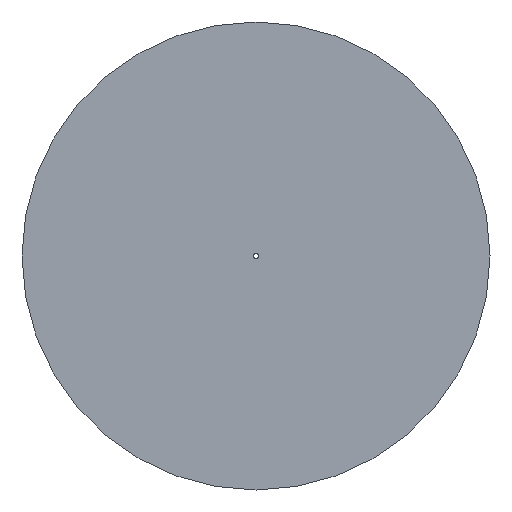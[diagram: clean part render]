
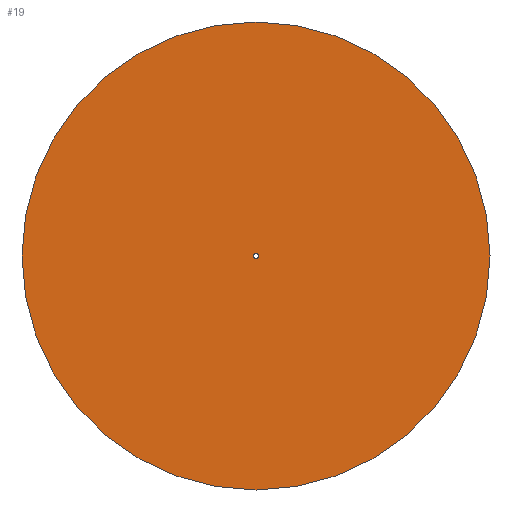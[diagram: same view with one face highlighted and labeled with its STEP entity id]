
A CAD part, front view. The second image highlights one B-rep face of the part: STEP entity #19.
In plain terms, the highlighted planar face has unit normal (0, -1, 0).
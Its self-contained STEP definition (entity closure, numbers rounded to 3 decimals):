
#8 = VERTEX_POINT ( 'NONE', #158 ) ;
#9 = DIRECTION ( 'NONE',  ( 0., 1., 0. ) ) ;
#12 = EDGE_LOOP ( 'NONE', ( #114, #208 ) ) ;
#19 = ADVANCED_FACE ( 'NONE', ( #248, #228 ), #97, .F. ) ;
#24 = CARTESIAN_POINT ( 'NONE',  ( 0., 0., 0. ) ) ;
#30 = CARTESIAN_POINT ( 'NONE',  ( 0., 0., 0.05 ) ) ;
#36 = ORIENTED_EDGE ( 'NONE', *, *, #230, .F. ) ;
#38 = AXIS2_PLACEMENT_3D ( 'NONE', #170, #173, #231 ) ;
#59 = EDGE_CURVE ( 'NONE', #206, #167, #194, .T. ) ;
#64 = DIRECTION ( 'NONE',  ( 0., 0., 1. ) ) ;
#68 = EDGE_CURVE ( 'NONE', #8, #147, #215, .T. ) ;
#70 = AXIS2_PLACEMENT_3D ( 'NONE', #144, #196, #64 ) ;
#72 = DIRECTION ( 'NONE',  ( 0., 1., 0. ) ) ;
#74 = CARTESIAN_POINT ( 'NONE',  ( 0., 0., -4.75 ) ) ;
#82 = DIRECTION ( 'NONE',  ( 0., 0., 1. ) ) ;
#97 = PLANE ( 'NONE',  #38 ) ;
#104 = DIRECTION ( 'NONE',  ( 0., 0., 1. ) ) ;
#114 = ORIENTED_EDGE ( 'NONE', *, *, #68, .T. ) ;
#116 = EDGE_CURVE ( 'NONE', #147, #8, #232, .T. ) ;
#117 = AXIS2_PLACEMENT_3D ( 'NONE', #24, #9, #104 ) ;
#125 = DIRECTION ( 'NONE',  ( 0., 1., 0. ) ) ;
#128 = AXIS2_PLACEMENT_3D ( 'NONE', #146, #72, #152 ) ;
#144 = CARTESIAN_POINT ( 'NONE',  ( 0., 0., 0. ) ) ;
#146 = CARTESIAN_POINT ( 'NONE',  ( 0., 0., 0. ) ) ;
#147 = VERTEX_POINT ( 'NONE', #30 ) ;
#152 = DIRECTION ( 'NONE',  ( 0., 0., 1. ) ) ;
#158 = CARTESIAN_POINT ( 'NONE',  ( 0., 0., -0.05 ) ) ;
#161 = CARTESIAN_POINT ( 'NONE',  ( 0., 0., 0. ) ) ;
#165 = ORIENTED_EDGE ( 'NONE', *, *, #59, .F. ) ;
#167 = VERTEX_POINT ( 'NONE', #242 ) ;
#170 = CARTESIAN_POINT ( 'NONE',  ( 0., 0., 0. ) ) ;
#173 = DIRECTION ( 'NONE',  ( 0., 1., 0. ) ) ;
#194 = CIRCLE ( 'NONE', #70, 4.75 ) ;
#196 = DIRECTION ( 'NONE',  ( 0., 1., 0. ) ) ;
#205 = AXIS2_PLACEMENT_3D ( 'NONE', #161, #125, #82 ) ;
#206 = VERTEX_POINT ( 'NONE', #74 ) ;
#208 = ORIENTED_EDGE ( 'NONE', *, *, #116, .T. ) ;
#213 = CIRCLE ( 'NONE', #128, 4.75 ) ;
#215 = CIRCLE ( 'NONE', #205, 0.05 ) ;
#220 = EDGE_LOOP ( 'NONE', ( #165, #36 ) ) ;
#228 = FACE_BOUND ( 'NONE', #12, .T. ) ;
#230 = EDGE_CURVE ( 'NONE', #167, #206, #213, .T. ) ;
#231 = DIRECTION ( 'NONE',  ( 0., 0., 1. ) ) ;
#232 = CIRCLE ( 'NONE', #117, 0.05 ) ;
#242 = CARTESIAN_POINT ( 'NONE',  ( 0., 0., 4.75 ) ) ;
#248 = FACE_OUTER_BOUND ( 'NONE', #220, .T. ) ;
